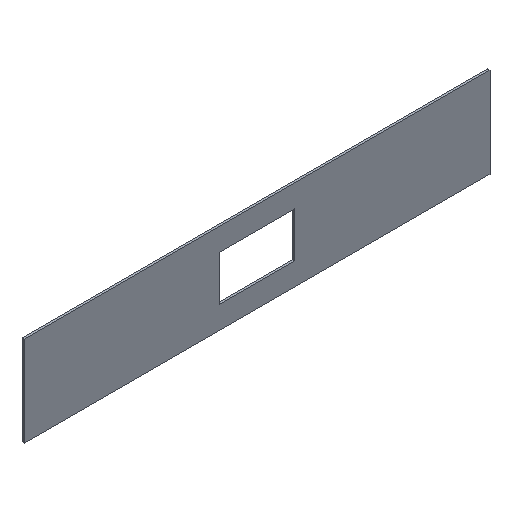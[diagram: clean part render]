
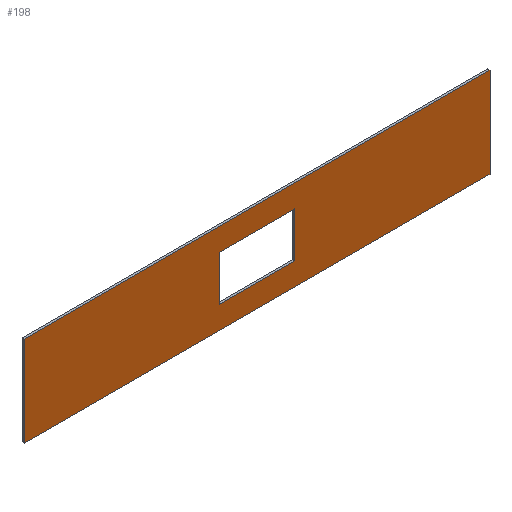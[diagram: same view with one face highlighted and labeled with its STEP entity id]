
A CAD part, isometric view. The second image highlights one B-rep face of the part: STEP entity #198.
In plain terms, the highlighted planar face has unit normal (0, -1, 0).
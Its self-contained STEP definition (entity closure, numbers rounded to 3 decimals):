
#20=FACE_BOUND('',#42,.T.);
#30=FACE_OUTER_BOUND('',#41,.T.);
#41=EDGE_LOOP('',(#171,#172,#173,#174));
#42=EDGE_LOOP('',(#175,#176,#177,#178));
#43=LINE('',#280,#67);
#47=LINE('',#288,#71);
#50=LINE('',#294,#74);
#53=LINE('',#299,#77);
#55=LINE('',#304,#79);
#59=LINE('',#312,#83);
#62=LINE('',#318,#86);
#65=LINE('',#323,#89);
#67=VECTOR('',#231,10.);
#71=VECTOR('',#237,10.);
#74=VECTOR('',#242,10.);
#77=VECTOR('',#247,10.);
#79=VECTOR('',#251,10.);
#83=VECTOR('',#257,10.);
#86=VECTOR('',#262,10.);
#89=VECTOR('',#267,10.);
#91=VERTEX_POINT('',#278);
#92=VERTEX_POINT('',#279);
#95=VERTEX_POINT('',#287);
#97=VERTEX_POINT('',#293);
#99=VERTEX_POINT('',#302);
#100=VERTEX_POINT('',#303);
#103=VERTEX_POINT('',#311);
#105=VERTEX_POINT('',#317);
#107=EDGE_CURVE('',#91,#92,#43,.T.);
#111=EDGE_CURVE('',#95,#91,#47,.T.);
#114=EDGE_CURVE('',#97,#95,#50,.T.);
#117=EDGE_CURVE('',#92,#97,#53,.T.);
#119=EDGE_CURVE('',#99,#100,#55,.T.);
#123=EDGE_CURVE('',#100,#103,#59,.T.);
#126=EDGE_CURVE('',#103,#105,#62,.T.);
#129=EDGE_CURVE('',#105,#99,#65,.T.);
#171=ORIENTED_EDGE('',*,*,#129,.T.);
#172=ORIENTED_EDGE('',*,*,#119,.T.);
#173=ORIENTED_EDGE('',*,*,#123,.T.);
#174=ORIENTED_EDGE('',*,*,#126,.T.);
#175=ORIENTED_EDGE('',*,*,#117,.F.);
#176=ORIENTED_EDGE('',*,*,#107,.F.);
#177=ORIENTED_EDGE('',*,*,#111,.F.);
#178=ORIENTED_EDGE('',*,*,#114,.F.);
#188=PLANE('',#223);
#198=ADVANCED_FACE('',(#30,#20),#188,.F.);
#223=AXIS2_PLACEMENT_3D('',#326,#271,#272);
#231=DIRECTION('',(-1.,0.,0.));
#237=DIRECTION('',(0.,0.,1.));
#242=DIRECTION('',(1.,0.,0.));
#247=DIRECTION('',(0.,0.,-1.));
#251=DIRECTION('',(0.,0.,-1.));
#257=DIRECTION('',(1.,0.,0.));
#262=DIRECTION('',(0.,0.,1.));
#267=DIRECTION('',(-1.,0.,0.));
#271=DIRECTION('center_axis',(0.,1.,0.));
#272=DIRECTION('ref_axis',(1.,0.,0.));
#278=CARTESIAN_POINT('',(360.,0.,90.));
#279=CARTESIAN_POINT('',(260.,0.,90.));
#280=CARTESIAN_POINT('',(260.,0.,90.));
#287=CARTESIAN_POINT('',(360.,0.,30.));
#288=CARTESIAN_POINT('',(360.,0.,90.));
#293=CARTESIAN_POINT('',(260.,0.,30.));
#294=CARTESIAN_POINT('',(360.,0.,30.));
#299=CARTESIAN_POINT('',(260.,0.,30.));
#302=CARTESIAN_POINT('',(0.,0.,120.));
#303=CARTESIAN_POINT('',(0.,0.,0.));
#304=CARTESIAN_POINT('',(0.,0.,120.));
#311=CARTESIAN_POINT('',(620.,0.,0.));
#312=CARTESIAN_POINT('',(0.,0.,0.));
#317=CARTESIAN_POINT('',(620.,0.,120.));
#318=CARTESIAN_POINT('',(620.,0.,0.));
#323=CARTESIAN_POINT('',(620.,0.,120.));
#326=CARTESIAN_POINT('Origin',(310.,0.,60.));
